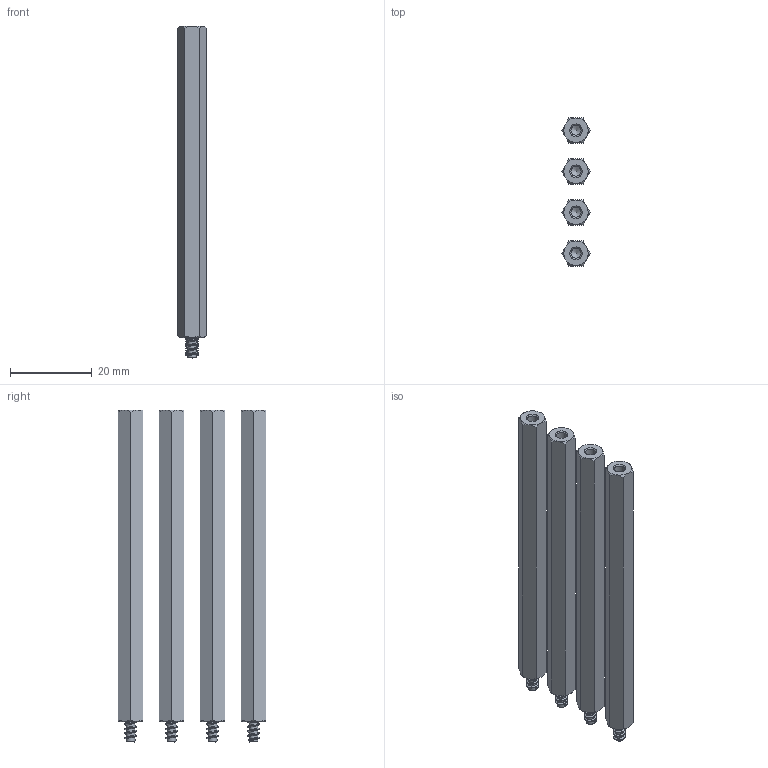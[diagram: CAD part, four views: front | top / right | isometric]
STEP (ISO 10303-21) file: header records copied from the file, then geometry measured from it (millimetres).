
FILE_DESCRIPTION((''),'2;1');
FILE_NAME('96776000_DIBLZ-AK-30x5-IM3-76.stp','2013-08-28T13:53:28',('haertel'),(''),'Autodesk Inventor 2013','Autodesk Inventor 2013','');
FILE_SCHEMA(('AUTOMOTIVE_DESIGN { 1 0 10303 214 1 1 1 1 }'));
Length unit declared in the file: millimetre
Products named in the file (2): 96726000_DIBLZ-AK-30x7-IM3-26; DIBLZ AK30-5-IM3-76_3D
Assembly tree (4 placements, depth 2):
  96726000_DIBLZ-AK-30x7-IM3-26
    DIBLZ AK30-5-IM3-76_3D  x4
Bounding box: 6.93 x 36 x 81 mm (x, y, z)
Volume: 9400.4 mm3; surface area: 7007.7 mm2
Topology: 4 solids, 4 shells, 88 faces, 204 edges, 128 vertices
Faces by surface type: plane 40, cone 20, cylinder 16, bspline 8, torus 4
Full cylindrical faces by diameter (mm): 2.459 x4
Entity records: 1115 total; most frequent: CARTESIAN_POINT 637, ORIENTED_EDGE 86, DIRECTION 81, EDGE_CURVE 43, AXIS2_PLACEMENT_3D 36, VERTEX_POINT 30, EDGE_LOOP 29, FACE_OUTER_BOUND 22
